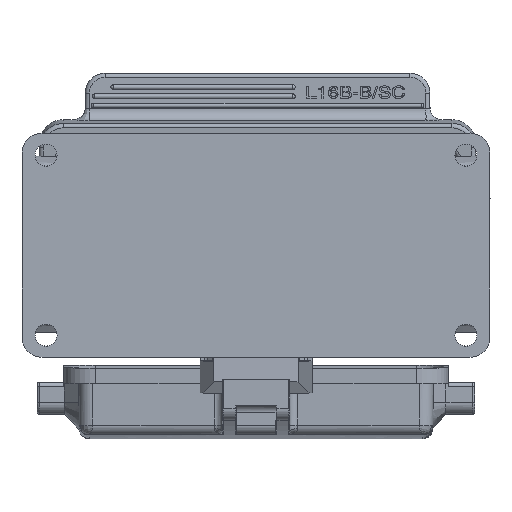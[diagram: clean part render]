
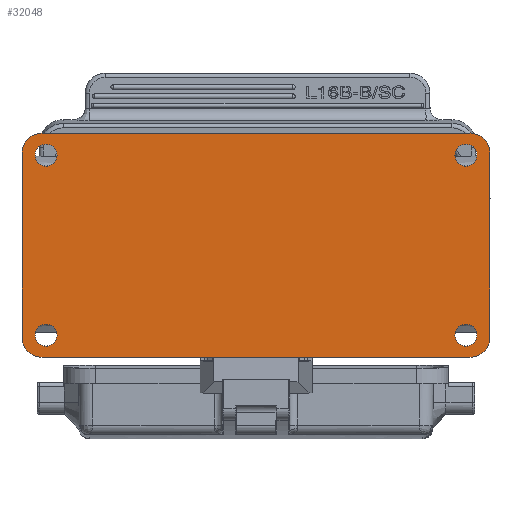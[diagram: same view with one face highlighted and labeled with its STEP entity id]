
A CAD part, front view. The second image highlights one B-rep face of the part: STEP entity #32048.
In plain terms, the highlighted planar face has unit normal (0, -1, -0.009).
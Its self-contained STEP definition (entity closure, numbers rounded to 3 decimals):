
#7865=DIRECTION('',(0.,0.009,-1.));
#7866=VECTOR('',#7865,46.);
#7867=CARTESIAN_POINT('',(117.,49.267,-1.816));
#7868=LINE('',#7867,#7866);
#7869=CARTESIAN_POINT('',(112.,49.669,-47.814));
#7870=DIRECTION('',(0.,1.,0.009));
#7871=DIRECTION('',(1.,0.,0.));
#7872=AXIS2_PLACEMENT_3D('',#7869,#7870,#7871);
#7874=CARTESIAN_POINT('',(5.,49.669,-47.814));
#7875=DIRECTION('',(0.,1.,0.009));
#7876=DIRECTION('',(0.,0.009,-1.));
#7877=AXIS2_PLACEMENT_3D('',#7874,#7875,#7876);
#7879=DIRECTION('',(0.,-0.009,1.));
#7880=VECTOR('',#7879,46.);
#7881=CARTESIAN_POINT('',(0.,49.669,
-47.814));
#7882=LINE('',#7881,#7880);
#7883=CARTESIAN_POINT('',(5.,49.267,-1.816));
#7884=DIRECTION('',(0.,1.,0.009));
#7885=DIRECTION('',(-1.,0.,0.));
#7886=AXIS2_PLACEMENT_3D('',#7883,#7884,#7885);
#7888=DIRECTION('',(1.,0.,0.));
#7889=VECTOR('',#7888,107.);
#7890=CARTESIAN_POINT('',(5.,49.224,3.184));
#7891=LINE('',#7890,#7889);
#7892=CARTESIAN_POINT('',(112.,49.267,-1.816));
#7893=DIRECTION('',(0.,1.,0.009));
#7894=DIRECTION('',(0.,-0.009,1.));
#7895=AXIS2_PLACEMENT_3D('',#7892,#7893,#7894);
#7897=CARTESIAN_POINT('',(6.,49.272,-2.316));
#7898=DIRECTION('',(0.,-1.,-0.009));
#7899=DIRECTION('',(0.,-0.009,1.));
#7900=AXIS2_PLACEMENT_3D('',#7897,#7898,#7899);
#7902=CARTESIAN_POINT('',(6.,49.272,-2.316));
#7903=DIRECTION('',(0.,-1.,-0.009));
#7904=DIRECTION('',(0.,0.009,-1.));
#7905=AXIS2_PLACEMENT_3D('',#7902,#7903,#7904);
#7907=CARTESIAN_POINT('',(6.,49.664,-47.314));
#7908=DIRECTION('',(0.,-1.,-0.009));
#7909=DIRECTION('',(0.,-0.009,1.));
#7910=AXIS2_PLACEMENT_3D('',#7907,#7908,#7909);
#7912=CARTESIAN_POINT('',(6.,49.664,-47.314));
#7913=DIRECTION('',(0.,-1.,-0.009));
#7914=DIRECTION('',(0.,0.009,-1.));
#7915=AXIS2_PLACEMENT_3D('',#7912,#7913,#7914);
#7917=CARTESIAN_POINT('',(111.,49.664,-47.314));
#7918=DIRECTION('',(0.,-1.,-0.009));
#7919=DIRECTION('',(0.,-0.009,1.));
#7920=AXIS2_PLACEMENT_3D('',#7917,#7918,#7919);
#7922=CARTESIAN_POINT('',(111.,49.664,-47.314));
#7923=DIRECTION('',(0.,-1.,-0.009));
#7924=DIRECTION('',(0.,0.009,-1.));
#7925=AXIS2_PLACEMENT_3D('',#7922,#7923,#7924);
#7927=CARTESIAN_POINT('',(111.,49.272,-2.316));
#7928=DIRECTION('',(0.,-1.,-0.009));
#7929=DIRECTION('',(0.,-0.009,1.));
#7930=AXIS2_PLACEMENT_3D('',#7927,#7928,#7929);
#7932=CARTESIAN_POINT('',(111.,49.272,-2.316));
#7933=DIRECTION('',(0.,-1.,-0.009));
#7934=DIRECTION('',(0.,0.009,-1.));
#7935=AXIS2_PLACEMENT_3D('',#7932,#7933,#7934);
#7950=DIRECTION('',(1.,0.,0.));
#7951=VECTOR('',#7950,107.);
#7952=CARTESIAN_POINT('',(5.,49.712,-52.814));
#7953=LINE('',#7952,#7951);
#14954=CARTESIAN_POINT('',(112.,49.224,3.184));
#14956=VERTEX_POINT('',#14954);
#14958=CARTESIAN_POINT('',(117.,49.267,-1.816));
#14960=VERTEX_POINT('',#14958);
#15412=CARTESIAN_POINT('',(111.,49.248,0.434));
#15413=VERTEX_POINT('',#15412);
#15414=CARTESIAN_POINT('',(117.,49.669,-47.814));
#15415=VERTEX_POINT('',#15414);
#15416=CARTESIAN_POINT('',(112.,49.712,-52.814));
#15417=VERTEX_POINT('',#15416);
#15418=CARTESIAN_POINT('',(5.,49.712,-52.814));
#15419=VERTEX_POINT('',#15418);
#15420=CARTESIAN_POINT('',(0.,49.669,
-47.814));
#15421=VERTEX_POINT('',#15420);
#15422=CARTESIAN_POINT('',(0.,49.267,
-1.816));
#15423=VERTEX_POINT('',#15422);
#15424=CARTESIAN_POINT('',(5.,49.224,3.184));
#15425=VERTEX_POINT('',#15424);
#15426=CARTESIAN_POINT('',(6.,49.248,0.434));
#15427=CARTESIAN_POINT('',(6.,49.296,-5.066));
#15428=VERTEX_POINT('',#15426);
#15429=VERTEX_POINT('',#15427);
#15430=CARTESIAN_POINT('',(6.,49.641,-44.564));
#15431=CARTESIAN_POINT('',(6.,49.688,-50.064));
#15432=VERTEX_POINT('',#15430);
#15433=VERTEX_POINT('',#15431);
#15434=CARTESIAN_POINT('',(111.,49.641,-44.564));
#15435=CARTESIAN_POINT('',(111.,49.688,-50.064));
#15436=VERTEX_POINT('',#15434);
#15437=VERTEX_POINT('',#15435);
#15438=CARTESIAN_POINT('',(111.,49.296,-5.066));
#15439=VERTEX_POINT('',#15438);
#32006=CARTESIAN_POINT('',(58.5,49.468,-24.815));
#32007=DIRECTION('',(0.,1.,0.009));
#32008=DIRECTION('',(0.,-0.009,1.));
#32009=AXIS2_PLACEMENT_3D('',#32006,#32007,#32008);
#32010=PLANE('',#32009);
#32011=ORIENTED_EDGE('',*,*,#26813,.T.);
#32013=ORIENTED_EDGE('',*,*,#32012,.T.);
#32015=ORIENTED_EDGE('',*,*,#32014,.F.);
#32017=ORIENTED_EDGE('',*,*,#32016,.T.);
#32018=ORIENTED_EDGE('',*,*,#27303,.T.);
#32020=ORIENTED_EDGE('',*,*,#32019,.T.);
#32021=ORIENTED_EDGE('',*,*,#26846,.T.);
#32022=ORIENTED_EDGE('',*,*,#26833,.T.);
#32023=EDGE_LOOP('',(#32011,#32013,#32015,#32017,#32018,#32020,#32021,#32022));
#32024=FACE_OUTER_BOUND('',#32023,.F.);
#32026=ORIENTED_EDGE('',*,*,#32025,.T.);
#32028=ORIENTED_EDGE('',*,*,#32027,.T.);
#32029=EDGE_LOOP('',(#32026,#32028));
#32030=FACE_BOUND('',#32029,.F.);
#32032=ORIENTED_EDGE('',*,*,#32031,.T.);
#32034=ORIENTED_EDGE('',*,*,#32033,.T.);
#32035=EDGE_LOOP('',(#32032,#32034));
#32036=FACE_BOUND('',#32035,.F.);
#32038=ORIENTED_EDGE('',*,*,#32037,.T.);
#32040=ORIENTED_EDGE('',*,*,#32039,.T.);
#32041=EDGE_LOOP('',(#32038,#32040));
#32042=FACE_BOUND('',#32041,.F.);
#32043=ORIENTED_EDGE('',*,*,#31996,.T.);
#32045=ORIENTED_EDGE('',*,*,#32044,.T.);
#32046=EDGE_LOOP('',(#32043,#32045));
#32047=FACE_BOUND('',#32046,.F.);
#7873=CIRCLE('',#7872,5.);
#7878=CIRCLE('',#7877,5.);
#7887=CIRCLE('',#7886,5.);
#7896=CIRCLE('',#7895,5.);
#7901=CIRCLE('',#7900,2.75);
#7906=CIRCLE('',#7905,2.75);
#7911=CIRCLE('',#7910,2.75);
#7916=CIRCLE('',#7915,2.75);
#7921=CIRCLE('',#7920,2.75);
#7926=CIRCLE('',#7925,2.75);
#7931=CIRCLE('',#7930,2.75);
#7936=CIRCLE('',#7935,2.75);
#26813=EDGE_CURVE('',#14960,#15415,#7868,.T.);
#26833=EDGE_CURVE('',#14956,#14960,#7896,.T.);
#26846=EDGE_CURVE('',#15425,#14956,#7891,.T.);
#27303=EDGE_CURVE('',#15421,#15423,#7882,.T.);
#31996=EDGE_CURVE('',#15413,#15439,#7931,.T.);
#32012=EDGE_CURVE('',#15415,#15417,#7873,.T.);
#32014=EDGE_CURVE('',#15419,#15417,#7953,.T.);
#32016=EDGE_CURVE('',#15419,#15421,#7878,.T.);
#32019=EDGE_CURVE('',#15423,#15425,#7887,.T.);
#32025=EDGE_CURVE('',#15428,#15429,#7901,.T.);
#32027=EDGE_CURVE('',#15429,#15428,#7906,.T.);
#32031=EDGE_CURVE('',#15432,#15433,#7911,.T.);
#32033=EDGE_CURVE('',#15433,#15432,#7916,.T.);
#32037=EDGE_CURVE('',#15436,#15437,#7921,.T.);
#32039=EDGE_CURVE('',#15437,#15436,#7926,.T.);
#32044=EDGE_CURVE('',#15439,#15413,#7936,.T.);
#32048=ADVANCED_FACE('',(#32024,#32030,#32036,#32042,#32047),#32010,.F.);
